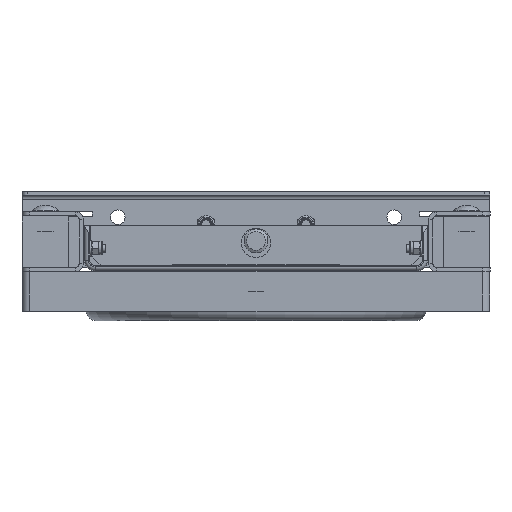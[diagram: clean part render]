
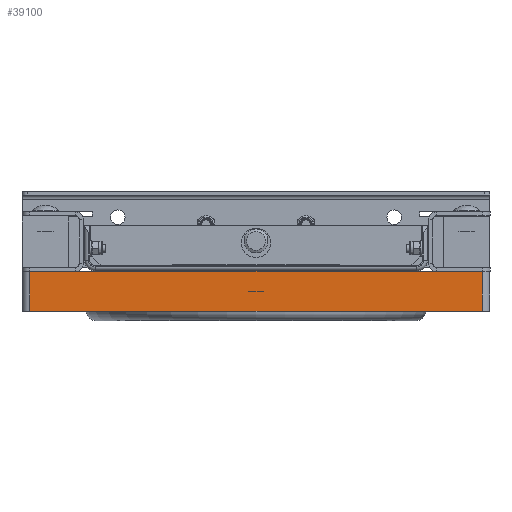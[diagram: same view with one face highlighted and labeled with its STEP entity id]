
A CAD part, front view. The second image highlights one B-rep face of the part: STEP entity #39100.
In plain terms, the highlighted planar face has unit normal (0, -1, 0).
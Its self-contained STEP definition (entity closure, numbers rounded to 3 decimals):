
#1672 = VERTEX_POINT ( 'NONE', #5408 ) ;
#3046 = ORIENTED_EDGE ( 'NONE', *, *, #22749, .F. ) ;
#3523 = ORIENTED_EDGE ( 'NONE', *, *, #16591, .T. ) ;
#3552 = DIRECTION ( 'NONE',  ( 0., -1., 0. ) ) ;
#4320 = EDGE_CURVE ( 'NONE', #6263, #37448, #22512, .T. ) ;
#5408 = CARTESIAN_POINT ( 'NONE',  ( 170., 0., 0. ) ) ;
#6263 = VERTEX_POINT ( 'NONE', #42391 ) ;
#6625 = PLANE ( 'NONE',  #39278 ) ;
#7841 = VERTEX_POINT ( 'NONE', #21835 ) ;
#7977 = VECTOR ( 'NONE', #31094, 1000. ) ;
#8110 = DIRECTION ( 'NONE',  ( -1., 0., 0. ) ) ;
#8722 = LINE ( 'NONE', #12492, #7977 ) ;
#8849 = CARTESIAN_POINT ( 'NONE',  ( 170., 0., 30. ) ) ;
#12392 = LINE ( 'NONE', #8849, #31209 ) ;
#12487 = VECTOR ( 'NONE', #8110, 1000. ) ;
#12492 = CARTESIAN_POINT ( 'NONE',  ( 176., 0., 0. ) ) ;
#14307 = VECTOR ( 'NONE', #29803, 1000. ) ;
#15888 = CARTESIAN_POINT ( 'NONE',  ( 176., 0., 30. ) ) ;
#16591 = EDGE_CURVE ( 'NONE', #37448, #7841, #30041, .T. ) ;
#18797 = EDGE_CURVE ( 'NONE', #1672, #6263, #12392, .T. ) ;
#20687 = ORIENTED_EDGE ( 'NONE', *, *, #4320, .T. ) ;
#21461 = CARTESIAN_POINT ( 'NONE',  ( 176., 0., 30. ) ) ;
#21697 = DIRECTION ( 'NONE',  ( 1., 0., 0. ) ) ;
#21835 = CARTESIAN_POINT ( 'NONE',  ( -170., 0., 0. ) ) ;
#22512 = LINE ( 'NONE', #15888, #12487 ) ;
#22749 = EDGE_CURVE ( 'NONE', #1672, #7841, #8722, .T. ) ;
#24870 = EDGE_LOOP ( 'NONE', ( #3046, #25150, #20687, #3523 ) ) ;
#25150 = ORIENTED_EDGE ( 'NONE', *, *, #18797, .T. ) ;
#26041 = CARTESIAN_POINT ( 'NONE',  ( -170., 0., 30. ) ) ;
#28293 = FACE_OUTER_BOUND ( 'NONE', #24870, .T. ) ;
#29803 = DIRECTION ( 'NONE',  ( 0., 0., -1. ) ) ;
#30041 = LINE ( 'NONE', #26041, #14307 ) ;
#31094 = DIRECTION ( 'NONE',  ( -1., 0., 0. ) ) ;
#31209 = VECTOR ( 'NONE', #34041, 1000. ) ;
#34041 = DIRECTION ( 'NONE',  ( 0., 0., 1. ) ) ;
#34732 = CARTESIAN_POINT ( 'NONE',  ( -170., 0., 30. ) ) ;
#37448 = VERTEX_POINT ( 'NONE', #34732 ) ;
#39100 = ADVANCED_FACE ( 'NONE', ( #28293 ), #6625, .T. ) ;
#39278 = AXIS2_PLACEMENT_3D ( 'NONE', #21461, #3552, #21697 ) ;
#42391 = CARTESIAN_POINT ( 'NONE',  ( 170., 0., 30. ) ) ;
